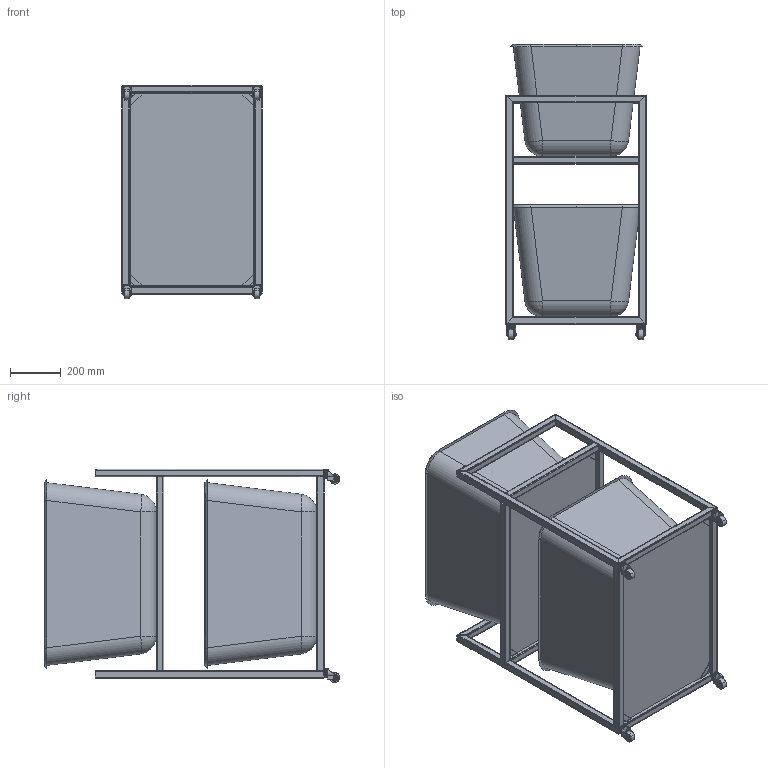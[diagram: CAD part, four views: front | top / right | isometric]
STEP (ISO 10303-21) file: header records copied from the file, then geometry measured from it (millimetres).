
FILE_DESCRIPTION (( 'STEP AP203' ), '1' );
FILE_NAME ('Large sorting trolley.STEP', '2019-12-26T21:47:05', ( '' ), ( '' ), 'SwSTEP 2.0', 'SolidWorks 2016', '' );
FILE_SCHEMA (( 'CONFIG_CONTROL_DESIGN' ));
Length unit declared in the file: millimetre
Products named in the file (1): Large sorting trolley
Bounding box: 550 x 1159.96 x 837.91 mm (x, y, z)
Volume: 35439509.6 mm3; surface area: 8249793.8 mm2
Topology: 86 solids, 86 shells, 1144 faces, 2650 edges, 1672 vertices
Faces by surface type: plane 522, cylinder 446, cone 96, bspline 64, sphere 16
Entity records: 35079 total; most frequent: CARTESIAN_POINT 9687, ORIENTED_EDGE 5268, DIRECTION 5150, EDGE_CURVE 2634, AXIS2_PLACEMENT_3D 1935, VERTEX_POINT 1672, VECTOR 1280, LINE 1280
